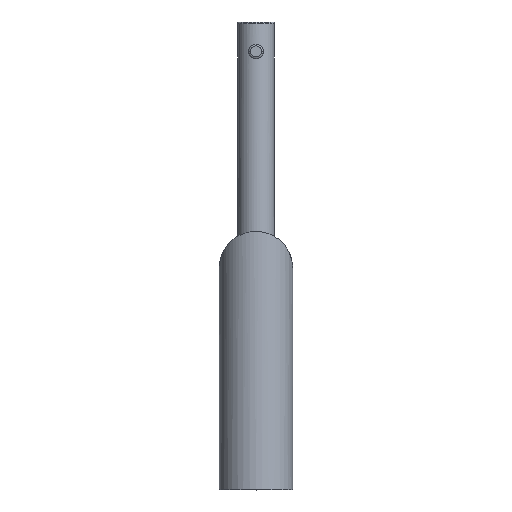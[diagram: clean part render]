
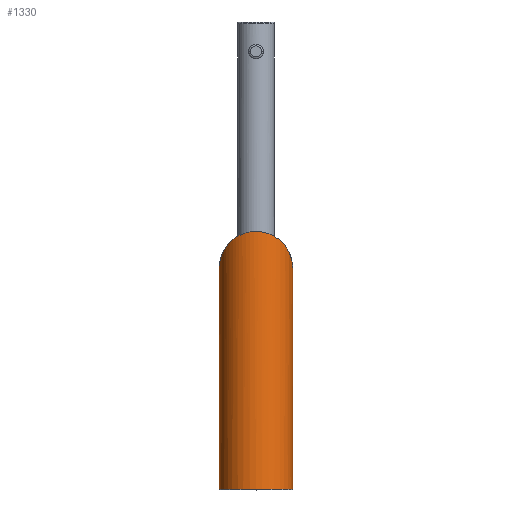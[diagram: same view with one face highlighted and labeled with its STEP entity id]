
A CAD part, top view. The second image highlights one B-rep face of the part: STEP entity #1330.
In plain terms, the highlighted cylindrical face has radius 10 mm (diameter 20 mm), a partial arc.
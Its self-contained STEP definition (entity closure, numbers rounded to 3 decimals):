
#1191=CARTESIAN_POINT('Axis2P3D Location',(0.,35.,66.)) ;
#1233=CARTESIAN_POINT('Vertex',(10.,60.,66.)) ;
#1235=CARTESIAN_POINT('Vertex',(-10.,60.,66.)) ;
#1238=CARTESIAN_POINT('Line Origine',(10.,35.,66.)) ;
#1242=CARTESIAN_POINT('Vertex',(10.,0.,66.)) ;
#1249=CARTESIAN_POINT('Vertex',(-10.,0.,66.)) ;
#1252=CARTESIAN_POINT('Line Origine',(-10.,35.,66.)) ;
#1282=CARTESIAN_POINT('Control Point',(10.,60.,66.)) ;
#1283=CARTESIAN_POINT('Control Point',(10.,60.065,66.065)) ;
#1284=CARTESIAN_POINT('Control Point',(9.999,60.131,66.131)) ;
#1285=CARTESIAN_POINT('Control Point',(9.998,60.213,66.213)) ;
#1286=CARTESIAN_POINT('Control Point',(9.993,60.393,66.393)) ;
#1287=CARTESIAN_POINT('Control Point',(9.984,60.573,66.573)) ;
#1288=CARTESIAN_POINT('Control Point',(9.979,60.654,66.654)) ;
#1289=CARTESIAN_POINT('Control Point',(9.941,61.19,67.19)) ;
#1290=CARTESIAN_POINT('Control Point',(9.867,61.725,67.725)) ;
#1291=CARTESIAN_POINT('Control Point',(9.774,62.192,68.192)) ;
#1292=CARTESIAN_POINT('Control Point',(9.357,63.788,69.788)) ;
#1293=CARTESIAN_POINT('Control Point',(8.595,65.327,71.327)) ;
#1294=CARTESIAN_POINT('Control Point',(7.87,66.372,72.372)) ;
#1295=CARTESIAN_POINT('Control Point',(6.43,67.864,73.864)) ;
#1296=CARTESIAN_POINT('Control Point',(4.477,68.996,74.996)) ;
#1297=CARTESIAN_POINT('Control Point',(3.722,69.339,75.339)) ;
#1298=CARTESIAN_POINT('Control Point',(2.174,69.849,75.849)) ;
#1299=CARTESIAN_POINT('Control Point',(0.491,70.037,76.037)) ;
#1300=CARTESIAN_POINT('Control Point',(-0.321,70.044,76.044)) ;
#1301=CARTESIAN_POINT('Control Point',(-1.971,69.888,75.888)) ;
#1302=CARTESIAN_POINT('Control Point',(-3.5,69.42,75.42)) ;
#1303=CARTESIAN_POINT('Control Point',(-4.235,69.109,75.109)) ;
#1304=CARTESIAN_POINT('Control Point',(-6.216,68.036,74.036)) ;
#1305=CARTESIAN_POINT('Control Point',(-7.697,66.587,72.587)) ;
#1306=CARTESIAN_POINT('Control Point',(-8.459,65.544,71.544)) ;
#1307=CARTESIAN_POINT('Control Point',(-9.253,64.033,70.033)) ;
#1308=CARTESIAN_POINT('Control Point',(-9.708,62.461,68.461)) ;
#1309=CARTESIAN_POINT('Control Point',(-9.809,62.021,68.021)) ;
#1310=CARTESIAN_POINT('Control Point',(-9.908,61.445,67.445)) ;
#1311=CARTESIAN_POINT('Control Point',(-9.964,60.866,66.866)) ;
#1312=CARTESIAN_POINT('Control Point',(-9.972,60.758,66.758)) ;
#1313=CARTESIAN_POINT('Control Point',(-9.985,60.567,66.567)) ;
#1314=CARTESIAN_POINT('Control Point',(-9.994,60.377,66.377)) ;
#1315=CARTESIAN_POINT('Control Point',(-9.998,60.268,66.268)) ;
#1316=CARTESIAN_POINT('Control Point',(-10.,60.134,66.134)) ;
#1317=CARTESIAN_POINT('Control Point',(-10.,60.,66.)) ;
#1319=CARTESIAN_POINT('Axis2P3D Location',(0.,0.,66.)) ;
#1240=VECTOR('Line Direction',#1239,1.) ;
#1254=VECTOR('Line Direction',#1253,1.) ;
#1192=DIRECTION('Axis2P3D Direction',(0.,1.,0.)) ;
#1193=DIRECTION('Axis2P3D XDirection',(-1.,0.,0.)) ;
#1239=DIRECTION('Vector Direction',(0.,1.,0.)) ;
#1253=DIRECTION('Vector Direction',(0.,1.,0.)) ;
#1320=DIRECTION('Axis2P3D Direction',(0.,1.,0.)) ;
#1194=AXIS2_PLACEMENT_3D('Cylinder Axis2P3D',#1191,#1192,#1193) ;
#1321=AXIS2_PLACEMENT_3D('Circle Axis2P3D',#1319,#1320,$) ;
#1241=LINE('Line',#1238,#1240) ;
#1255=LINE('Line',#1252,#1254) ;
#1322=CIRCLE('generated circle',#1321,10.) ;
#1195=CYLINDRICAL_SURFACE('generated cylinder',#1194,10.) ;
#1244=EDGE_CURVE('',#1243,#1234,#1241,.T.) ;
#1256=EDGE_CURVE('',#1250,#1236,#1255,.T.) ;
#1318=EDGE_CURVE('',#1236,#1234,#1281,.F.) ;
#1323=EDGE_CURVE('',#1250,#1243,#1322,.T.) ;
#1325=ORIENTED_EDGE('',*,*,#1318,.F.) ;
#1326=ORIENTED_EDGE('',*,*,#1256,.F.) ;
#1327=ORIENTED_EDGE('',*,*,#1323,.T.) ;
#1328=ORIENTED_EDGE('',*,*,#1244,.T.) ;
#1324=EDGE_LOOP('',(#1325,#1326,#1327,#1328)) ;
#1234=VERTEX_POINT('',#1233) ;
#1236=VERTEX_POINT('',#1235) ;
#1243=VERTEX_POINT('',#1242) ;
#1250=VERTEX_POINT('',#1249) ;
#1330=ADVANCED_FACE('PartBody',(#1329),#1195,.T.) ;
#1281=B_SPLINE_CURVE_WITH_KNOTS('',5,(#1282,#1283,#1284,#1285,#1286,#1287,#1288,#1289,#1290,#1291,#1292,#1293,#1294,#1295,#1296,#1297,#1298,#1299,#1300,#1301,#1302,#1303,#1304,#1305,#1306,#1307,#1308,#1309,#1310,#1311,#1312,#1313,#1314,#1315,#1316,#1317),.UNSPECIFIED.,.F.,.U.,(6,3,3,3,3,3,3,3,3,3,3,6),(0.,0.654,1.308,6.02,17.516,23.783,29.459,35.447,47.014,51.471,52.813,54.154),.UNSPECIFIED.) ;
#1329=FACE_OUTER_BOUND('',#1324,.T.) ;
